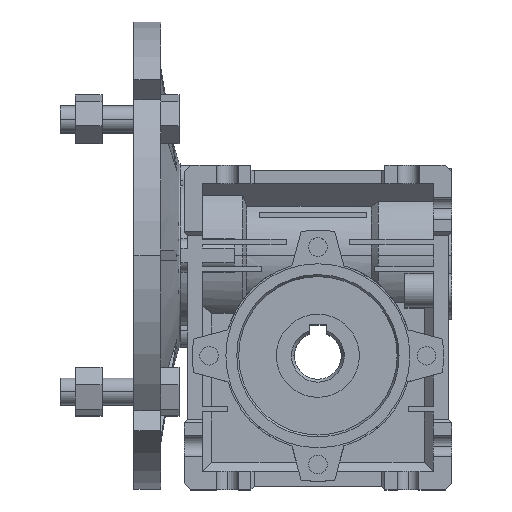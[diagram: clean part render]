
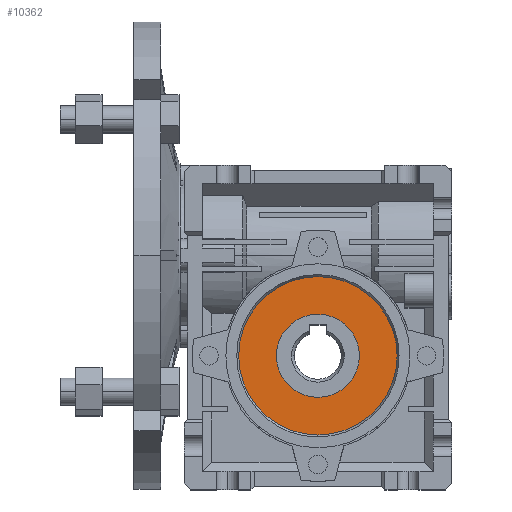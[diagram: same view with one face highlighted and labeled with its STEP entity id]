
A CAD part, top view. The second image highlights one B-rep face of the part: STEP entity #10362.
In plain terms, the highlighted planar face has unit normal (0, 0, 1).
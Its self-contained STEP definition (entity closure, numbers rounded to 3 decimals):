
#184 = AXIS2_PLACEMENT_3D ( 'NONE', #24524, #12197, #26602 ) ;
#502 = EDGE_CURVE ( 'NONE', #14552, #6235, #25738, .T. ) ;
#1106 = EDGE_LOOP ( 'NONE', ( #17431, #10592 ) ) ;
#1322 = CIRCLE ( 'NONE', #184, 12. ) ;
#1338 = DIRECTION ( 'NONE',  ( 0., 0., 1. ) ) ;
#1487 = CARTESIAN_POINT ( 'NONE',  ( 64.673, -30., 30.5 ) ) ;
#1717 = DIRECTION ( 'NONE',  ( 0., 0., -1. ) ) ;
#2564 = AXIS2_PLACEMENT_3D ( 'NONE', #11677, #26094, #13770 ) ;
#5828 = EDGE_CURVE ( 'NONE', #6235, #14552, #16347, .T. ) ;
#6235 = VERTEX_POINT ( 'NONE', #22726 ) ;
#7217 = AXIS2_PLACEMENT_3D ( 'NONE', #13723, #1338, #15771 ) ;
#7762 = CARTESIAN_POINT ( 'NONE',  ( 41., -30., 30.5 ) ) ;
#7812 = CARTESIAN_POINT ( 'NONE',  ( 41., -30., 30.5 ) ) ;
#8128 = FACE_OUTER_BOUND ( 'NONE', #22650, .T. ) ;
#9937 = DIRECTION ( 'NONE',  ( -1., 0., 0. ) ) ;
#10362 = ADVANCED_FACE ( 'NONE', ( #8128, #19029 ), #26428, .F. ) ;
#10367 = CARTESIAN_POINT ( 'NONE',  ( 53., -30., 30.5 ) ) ;
#10400 = EDGE_CURVE ( 'NONE', #17356, #23353, #1322, .T. ) ;
#10592 = ORIENTED_EDGE ( 'NONE', *, *, #20468, .F. ) ;
#11348 = CIRCLE ( 'NONE', #7217, 12. ) ;
#11677 = CARTESIAN_POINT ( 'NONE',  ( 41., -30., 30.5 ) ) ;
#12197 = DIRECTION ( 'NONE',  ( 0., 0., 1. ) ) ;
#13723 = CARTESIAN_POINT ( 'NONE',  ( 41., -30., 30.5 ) ) ;
#13770 = DIRECTION ( 'NONE',  ( -1., 0., 0. ) ) ;
#14552 = VERTEX_POINT ( 'NONE', #1487 ) ;
#15771 = DIRECTION ( 'NONE',  ( 1., 0., 0. ) ) ;
#16132 = DIRECTION ( 'NONE',  ( 0., -1., 0. ) ) ;
#16319 = AXIS2_PLACEMENT_3D ( 'NONE', #7812, #22239, #9937 ) ;
#16347 = CIRCLE ( 'NONE', #16319, 23.673 ) ;
#17176 = ORIENTED_EDGE ( 'NONE', *, *, #502, .T. ) ;
#17356 = VERTEX_POINT ( 'NONE', #10367 ) ;
#17431 = ORIENTED_EDGE ( 'NONE', *, *, #10400, .F. ) ;
#17940 = CARTESIAN_POINT ( 'NONE',  ( 29., -30., 30.5 ) ) ;
#19029 = FACE_BOUND ( 'NONE', #1106, .T. ) ;
#20468 = EDGE_CURVE ( 'NONE', #23353, #17356, #11348, .T. ) ;
#22239 = DIRECTION ( 'NONE',  ( 0., 0., 1. ) ) ;
#22650 = EDGE_LOOP ( 'NONE', ( #17176, #24786 ) ) ;
#22726 = CARTESIAN_POINT ( 'NONE',  ( 17.327, -30., 30.5 ) ) ;
#23353 = VERTEX_POINT ( 'NONE', #17940 ) ;
#24524 = CARTESIAN_POINT ( 'NONE',  ( 41., -30., 30.5 ) ) ;
#24786 = ORIENTED_EDGE ( 'NONE', *, *, #5828, .T. ) ;
#25504 = AXIS2_PLACEMENT_3D ( 'NONE', #7762, #1717, #16132 ) ;
#25738 = CIRCLE ( 'NONE', #2564, 23.673 ) ;
#26094 = DIRECTION ( 'NONE',  ( 0., 0., 1. ) ) ;
#26428 = PLANE ( 'NONE',  #25504 ) ;
#26602 = DIRECTION ( 'NONE',  ( 1., 0., 0. ) ) ;
